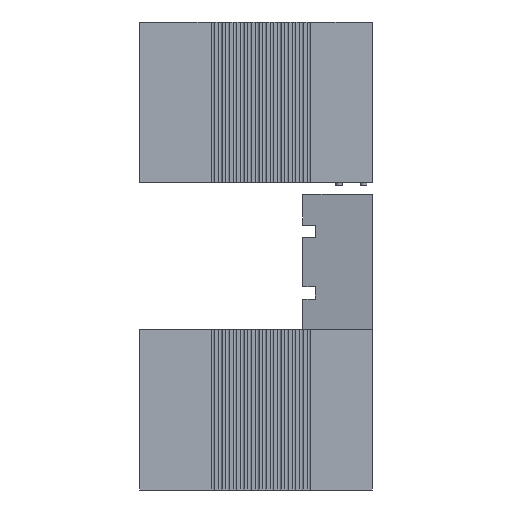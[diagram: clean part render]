
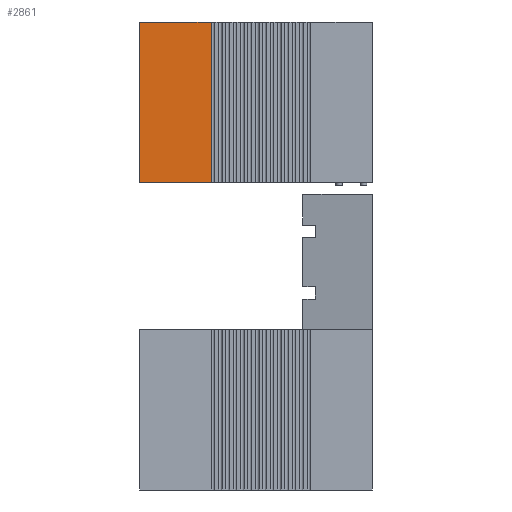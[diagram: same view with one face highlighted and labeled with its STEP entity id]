
A CAD part, left-side view. The second image highlights one B-rep face of the part: STEP entity #2861.
In plain terms, the highlighted planar face has unit normal (-1, -0.025, 0).
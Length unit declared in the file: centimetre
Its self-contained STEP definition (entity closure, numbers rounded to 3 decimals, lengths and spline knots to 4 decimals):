
#19=LINE($,#4014,#379);
#126=LINE($,#4240,#486);
#127=LINE($,#4241,#487);
#128=LINE($,#4242,#488);
#379=VECTOR($,#3222,13.);
#486=VECTOR($,#3393,13.);
#487=VECTOR($,#3394,5.7864);
#488=VECTOR($,#3395,5.7864);
#769=PLANE($,#3021);
#900=FACE_OUTER_BOUND($,#1051,.T.);
#1051=EDGE_LOOP($,(#2082,#2083,#2084,#2085));
#1244=VERTEX_POINT($,#4011);
#1245=VERTEX_POINT($,#4013);
#1331=VERTEX_POINT($,#4238);
#1332=VERTEX_POINT($,#4239);
#1529=EDGE_CURVE($,#1244,#1245,#19,.T.);
#1636=EDGE_CURVE($,#1331,#1332,#126,.T.);
#1637=EDGE_CURVE($,#1245,#1332,#127,.T.);
#1638=EDGE_CURVE($,#1244,#1331,#128,.T.);
#2082=ORIENTED_EDGE($,*,*,#1636,.T.);
#2083=ORIENTED_EDGE($,*,*,#1637,.F.);
#2084=ORIENTED_EDGE($,*,*,#1529,.F.);
#2085=ORIENTED_EDGE($,*,*,#1638,.T.);
#2861=ADVANCED_FACE($,(#900),#769,.T.);
#3021=AXIS2_PLACEMENT_3D($,#4237,#3391,#3392);
#3222=DIRECTION($,(0.,0.,1.));
#3391=DIRECTION('center_axis',(-1.,-0.025,0.));
#3392=DIRECTION('ref_axis',(0.025,-1.,0.));
#3393=DIRECTION($,(0.,0.,1.));
#3394=DIRECTION($,(0.025,-1.,0.));
#3395=DIRECTION($,(0.025,-1.,0.));
#4011=CARTESIAN_POINT('',(-2.0736,18.8804,1.));
#4013=CARTESIAN_POINT('',(-2.0736,18.8804,14.));
#4014=CARTESIAN_POINT($,(-2.0736,18.8804,1.));
#4237=CARTESIAN_POINT('Origin',(-2.0736,18.8804,1.));
#4238=CARTESIAN_POINT('',(-1.9285,13.0959,1.));
#4239=CARTESIAN_POINT('',(-1.9285,13.0959,14.));
#4240=CARTESIAN_POINT($,(-1.9285,13.0959,-11.));
#4241=CARTESIAN_POINT($,(-2.0736,18.8804,14.));
#4242=CARTESIAN_POINT($,(-2.0736,18.8804,1.));
